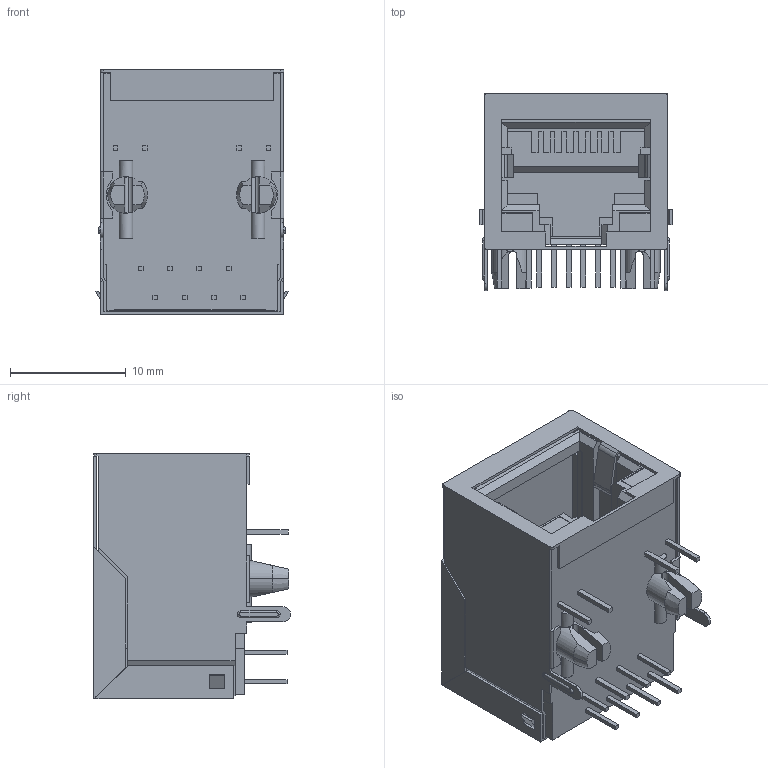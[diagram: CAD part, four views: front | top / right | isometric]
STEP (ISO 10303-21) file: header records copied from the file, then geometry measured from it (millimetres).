
FILE_DESCRIPTION (( 'STEP AP214' ), '1' );
FILE_NAME ('CUI_DEVICES_CRJ011-ML3-TH.step', '2023-02-08T16:20:25', ( '' ), ( '' ), 'SwSTEP 2.0', 'SolidWorks 2022', '' );
FILE_SCHEMA (( 'AUTOMOTIVE_DESIGN' ));
Length unit declared in the file: inch
Products named in the file (1): CUI_DEVICES_CRJ011-ML3-TH
Bounding box: 16.68 x 17.05 x 21.27 mm (x, y, z)
Volume: 2180.3 mm3; surface area: 5588.1 mm2
Topology: 4 solids, 4 shells, 494 faces, 1403 edges, 918 vertices
Faces by surface type: plane 414, cylinder 67, torus 8, cone 5
Entity records: 16662 total; most frequent: CARTESIAN_POINT 3067, ORIENTED_EDGE 2806, DIRECTION 2460, EDGE_CURVE 1403, LINE 1200, VECTOR 1200, VERTEX_POINT 918, AXIS2_PLACEMENT_3D 630
